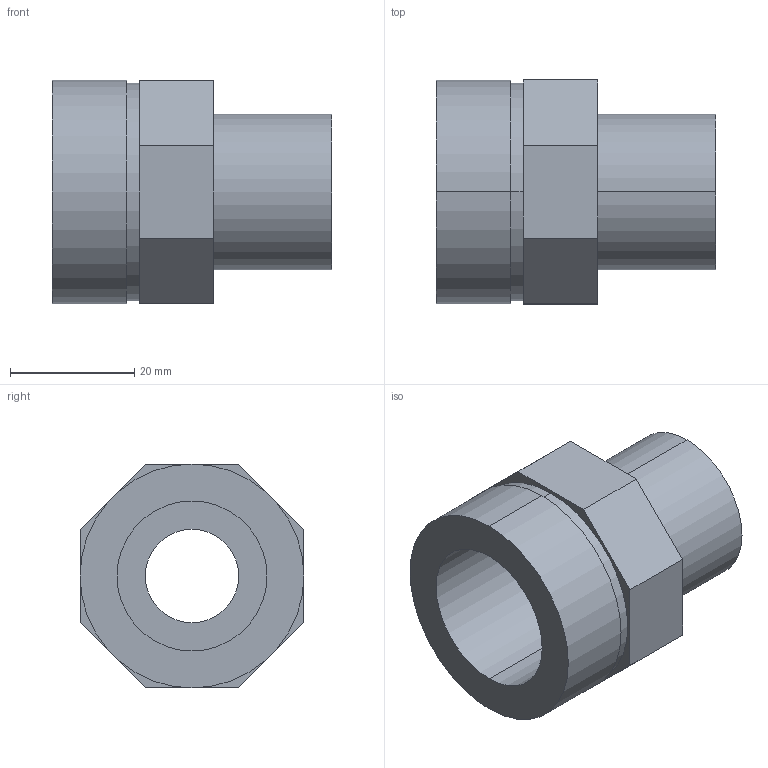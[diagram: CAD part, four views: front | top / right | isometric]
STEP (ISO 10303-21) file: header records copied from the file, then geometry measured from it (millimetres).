
FILE_DESCRIPTION(('STEP AP214'),'1');
FILE_NAME('cctmp_3FE9C14C-1559-45B6-9D90-BA436A28C3B9_2022_03_09_09_44_14_0692..stp','2022-03-09T08:44:14',('Praher Valves GmbH'),('CADClick - www.CADClick.com'),'Spatial InterOp 3D',' ','unknown authorization');
FILE_SCHEMA(('AUTOMOTIVE_DESIGN'));
Length unit declared in the file: millimetre
Products named in the file (1): 71252
Bounding box: 45 x 36 x 36 mm (x, y, z)
Volume: 20305.5 mm3; surface area: 9377.4 mm2
Topology: 1 solids, 1 shells, 27 faces, 60 edges, 40 vertices
Faces by surface type: plane 15, cylinder 12
Entity records: 1002 total; most frequent: DIRECTION 140, CARTESIAN_POINT 128, ORIENTED_EDGE 120, EDGE_CURVE 60, AXIS2_PLACEMENT_3D 52, VERTEX_POINT 40, LINE 36, VECTOR 36
